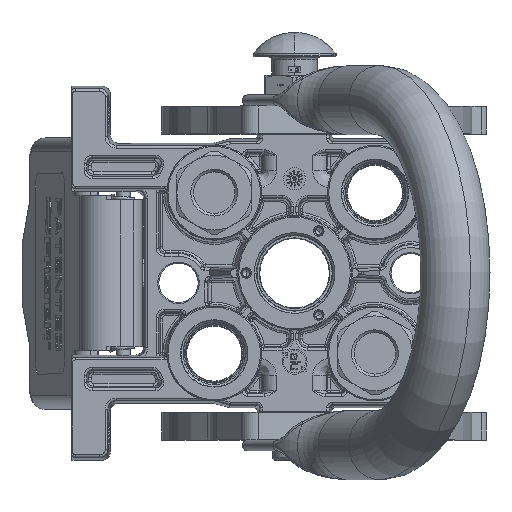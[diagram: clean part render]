
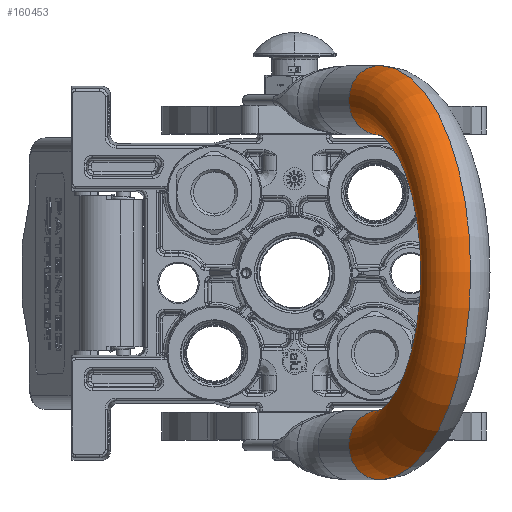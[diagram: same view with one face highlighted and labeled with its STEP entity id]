
A CAD part, top view. The second image highlights one B-rep face of the part: STEP entity #160453.
In plain terms, the highlighted toroidal (fillet/blend) face has major radius 62.25 mm and minor radius 12.5 mm.
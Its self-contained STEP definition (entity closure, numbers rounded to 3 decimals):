
#1216 = ORIENTED_EDGE ( 'NONE', *, *, #15340, .T. ) ;
#6450 = CIRCLE ( 'NONE', #28010, 49.75 ) ;
#7453 = DIRECTION ( 'NONE',  ( 0., 1., 0. ) ) ;
#14483 = AXIS2_PLACEMENT_3D ( 'NONE', #106656, #92043, #91407 ) ;
#15340 = EDGE_CURVE ( 'NONE', #92322, #118543, #173715, .T. ) ;
#17149 = VERTEX_POINT ( 'NONE', #71210 ) ;
#28010 = AXIS2_PLACEMENT_3D ( 'NONE', #93245, #7453, #180209 ) ;
#34665 = CIRCLE ( 'NONE', #187271, 12.5 ) ;
#37493 = AXIS2_PLACEMENT_3D ( 'NONE', #76217, #104193, #162567 ) ;
#63055 = EDGE_CURVE ( 'NONE', #118543, #17149, #6450, .T. ) ;
#67539 = DIRECTION ( 'NONE',  ( 0., 0., -1. ) ) ;
#71210 = CARTESIAN_POINT ( 'NONE',  ( 49.75, 0., 25.25 ) ) ;
#76217 = CARTESIAN_POINT ( 'NONE',  ( -62.25, 0., 25.25 ) ) ;
#80539 = EDGE_CURVE ( 'NONE', #92322, #155933, #169213, .T. ) ;
#83322 = ORIENTED_EDGE ( 'NONE', *, *, #63055, .T. ) ;
#91407 = DIRECTION ( 'NONE',  ( 1., 0., 0. ) ) ;
#92043 = DIRECTION ( 'NONE',  ( 0., 1., 0. ) ) ;
#92322 = VERTEX_POINT ( 'NONE', #163499 ) ;
#93245 = CARTESIAN_POINT ( 'NONE',  ( 0., 0., 25.25 ) ) ;
#96130 = DIRECTION ( 'NONE',  ( 0., 1., 0. ) ) ;
#96795 = DIRECTION ( 'NONE',  ( 1., 0., 0. ) ) ;
#104193 = DIRECTION ( 'NONE',  ( 0., 0., 1. ) ) ;
#106656 = CARTESIAN_POINT ( 'NONE',  ( 0., 0., 25.25 ) ) ;
#107929 = AXIS2_PLACEMENT_3D ( 'NONE', #110107, #96130, #139290 ) ;
#110107 = CARTESIAN_POINT ( 'NONE',  ( 0., 0., 25.25 ) ) ;
#110554 = CARTESIAN_POINT ( 'NONE',  ( 74.75, 0., 25.25 ) ) ;
#114550 = EDGE_CURVE ( 'NONE', #155933, #17149, #34665, .T. ) ;
#114725 = ORIENTED_EDGE ( 'NONE', *, *, #114550, .F. ) ;
#118543 = VERTEX_POINT ( 'NONE', #133258 ) ;
#133258 = CARTESIAN_POINT ( 'NONE',  ( -49.75, 0., 25.25 ) ) ;
#139290 = DIRECTION ( 'NONE',  ( -1., 0., 0. ) ) ;
#140150 = EDGE_LOOP ( 'NONE', ( #83322, #114725, #179354, #1216 ) ) ;
#144438 = TOROIDAL_SURFACE ( 'NONE', #14483, 62.25, 12.5 ) ;
#155933 = VERTEX_POINT ( 'NONE', #110554 ) ;
#160453 = ADVANCED_FACE ( 'NONE', ( #178442 ), #144438, .T. ) ;
#162567 = DIRECTION ( 'NONE',  ( -1., 0., 0. ) ) ;
#163499 = CARTESIAN_POINT ( 'NONE',  ( -74.75, 0., 25.25 ) ) ;
#169213 = CIRCLE ( 'NONE', #107929, 74.75 ) ;
#173715 = CIRCLE ( 'NONE', #37493, 12.5 ) ;
#178442 = FACE_OUTER_BOUND ( 'NONE', #140150, .T. ) ;
#179354 = ORIENTED_EDGE ( 'NONE', *, *, #80539, .F. ) ;
#180209 = DIRECTION ( 'NONE',  ( -1., 0., 0. ) ) ;
#183708 = CARTESIAN_POINT ( 'NONE',  ( 62.25, 0., 25.25 ) ) ;
#187271 = AXIS2_PLACEMENT_3D ( 'NONE', #183708, #67539, #96795 ) ;
